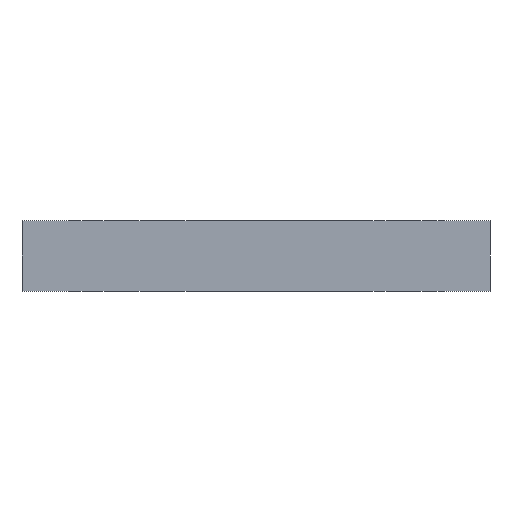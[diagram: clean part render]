
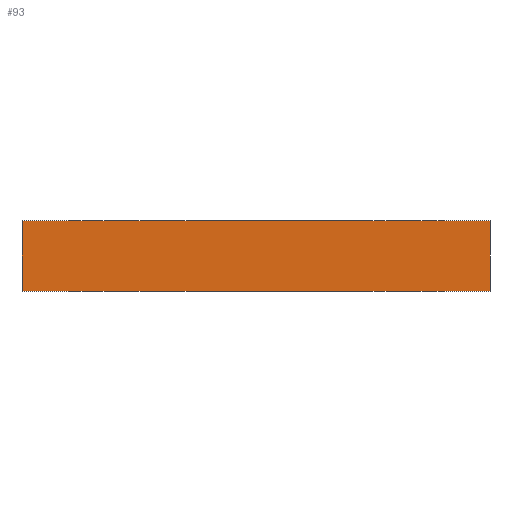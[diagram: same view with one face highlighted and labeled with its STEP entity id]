
A CAD part, front view. The second image highlights one B-rep face of the part: STEP entity #93.
In plain terms, the highlighted planar face has unit normal (0, -1, 0).
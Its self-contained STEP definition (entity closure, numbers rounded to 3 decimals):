
#93=ADVANCED_FACE('',(#112),#106,.F.);
#106=PLANE('',#275);
#112=FACE_OUTER_BOUND('',#116,.T.);
#116=EDGE_LOOP('',(#150,#151,#152,#153));
#150=ORIENTED_EDGE('',*,*,#224,.T.);
#151=ORIENTED_EDGE('',*,*,#225,.F.);
#152=ORIENTED_EDGE('',*,*,#226,.F.);
#153=ORIENTED_EDGE('',*,*,#227,.T.);
#202=VERTEX_POINT('',#372);
#203=VERTEX_POINT('',#373);
#204=VERTEX_POINT('',#375);
#205=VERTEX_POINT('',#377);
#224=EDGE_CURVE('',#202,#203,#250,.T.);
#225=EDGE_CURVE('',#204,#203,#251,.T.);
#226=EDGE_CURVE('',#205,#204,#252,.T.);
#227=EDGE_CURVE('',#205,#202,#253,.T.);
#250=LINE('',#371,#262);
#251=LINE('',#374,#263);
#252=LINE('',#376,#264);
#253=LINE('',#378,#265);
#262=VECTOR('',#304,1.);
#263=VECTOR('',#305,1.);
#264=VECTOR('',#306,1.);
#265=VECTOR('',#307,1.);
#275=AXIS2_PLACEMENT_3D('',#379,#308,#309);
#304=DIRECTION('',(1.,0.,0.));
#305=DIRECTION('',(0.,0.,-1.));
#306=DIRECTION('',(1.,0.,0.));
#307=DIRECTION('',(0.,0.,-1.));
#308=DIRECTION('',(0.,1.,0.));
#309=DIRECTION('',(-1.,0.,0.));
#371=CARTESIAN_POINT('',(237.,-72.5,50.));
#372=CARTESIAN_POINT('',(237.,-72.5,50.));
#373=CARTESIAN_POINT('',(257.,-72.5,50.));
#374=CARTESIAN_POINT('',(257.,-72.5,53.));
#375=CARTESIAN_POINT('',(257.,-72.5,53.));
#376=CARTESIAN_POINT('',(237.,-72.5,53.));
#377=CARTESIAN_POINT('',(237.,-72.5,53.));
#378=CARTESIAN_POINT('',(237.,-72.5,53.));
#379=CARTESIAN_POINT('',(237.,-72.5,53.));
